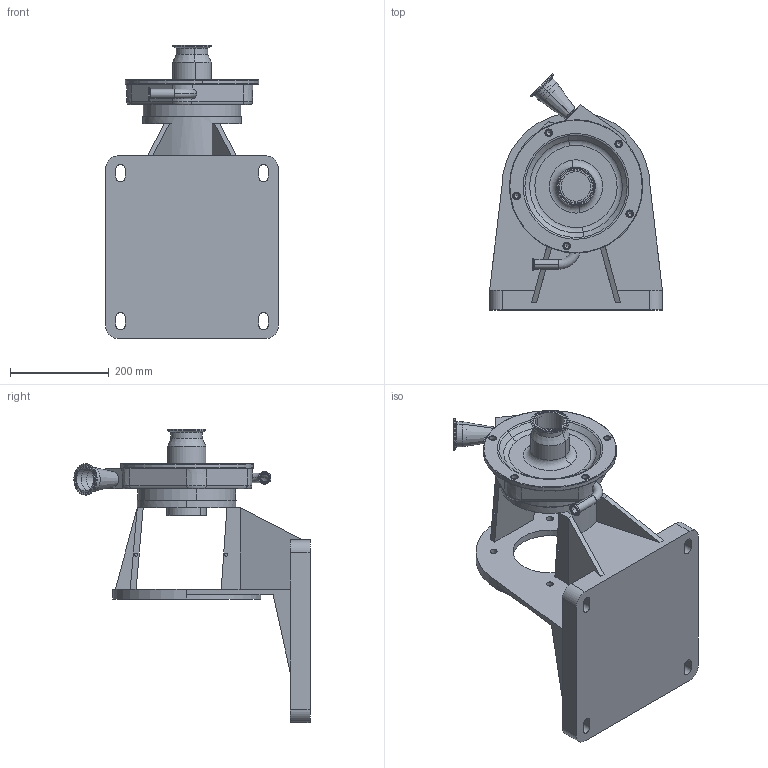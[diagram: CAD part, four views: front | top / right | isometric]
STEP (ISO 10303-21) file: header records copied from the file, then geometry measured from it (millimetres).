
FILE_DESCRIPTION (( 'STEP AP214' ), '1' );
FILE_NAME ('FP 740 280TC 45L 3-4 IN ELBOW LEFT DRAIN.STEP', '2023-01-18T20:31:43', ( '' ), ( '' ), 'SwSTEP 2.0', 'SolidWorks 2021', '' );
FILE_SCHEMA (( 'AUTOMOTIVE_DESIGN' ));
Length unit declared in the file: millimetre
Products named in the file (1): FP 740 280TC 45L 3-4 IN ELBOW LEFT DRAIN
Bounding box: 350 x 478.36 x 593.5 mm (x, y, z)
Volume: 12020511.8 mm3; surface area: 1028796.5 mm2
Topology: 1 solids, 9 shells, 411 faces, 919 edges, 552 vertices
Faces by surface type: cylinder 138, plane 118, cone 80, torus 70, sphere 4, bspline 1
Entity records: 12027 total; most frequent: CARTESIAN_POINT 2549, DIRECTION 2201, ORIENTED_EDGE 1814, AXIS2_PLACEMENT_3D 922, EDGE_CURVE 907, VERTEX_POINT 551, CIRCLE 511, EDGE_LOOP 472
